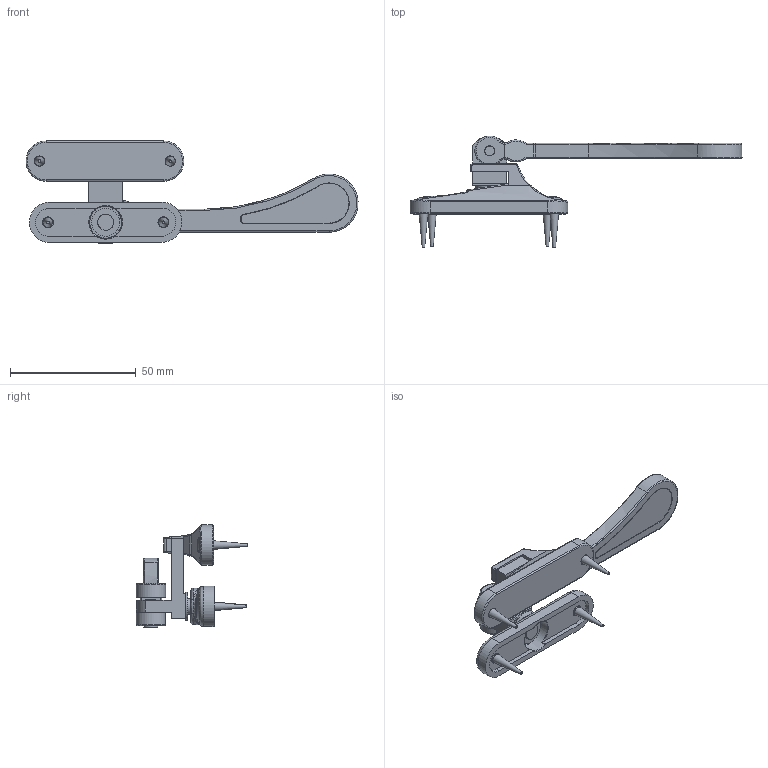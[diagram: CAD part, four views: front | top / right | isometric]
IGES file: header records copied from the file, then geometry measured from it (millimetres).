
Global section: file name: P4513-HP; native system: Autodesk Inventor 2018; preprocessor: unknown; author: ashami; date: 20180911.121453; units: millimetre
Bounding box: 131.75 x 44.37 x 40.54 mm (x, y, z)
Volume: 24655.6 mm3; surface area: 14538.1 mm2
Topology: 11 solids, 11 shells, 267 faces, 647 edges, 405 vertices
Faces by surface type: bspline 267
